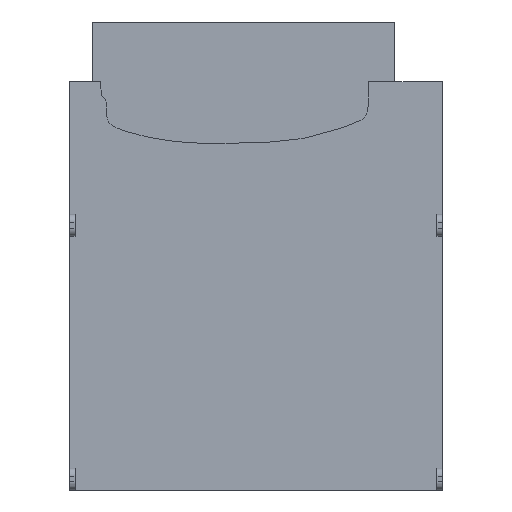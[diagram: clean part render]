
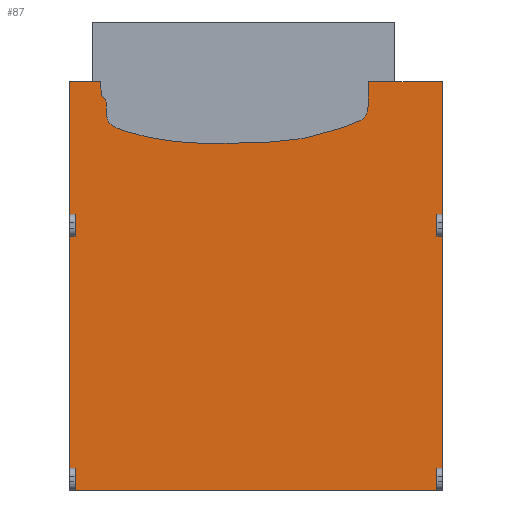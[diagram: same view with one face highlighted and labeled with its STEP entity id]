
A CAD part, front view. The second image highlights one B-rep face of the part: STEP entity #87.
In plain terms, the highlighted planar face has unit normal (0, -1, 0).
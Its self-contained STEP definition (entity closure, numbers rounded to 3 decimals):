
#87=ADVANCED_FACE('',(#123),#618,.T.);
#123=FACE_OUTER_BOUND('',#159,.T.);
#159=EDGE_LOOP('',(#282,#283,#284,#285,#286,#287,#288,#289,#290,#291,#292,
#293,#294,#295,#296,#297,#298,#299));
#282=ORIENTED_EDGE('',*,*,#443,.F.);
#283=ORIENTED_EDGE('',*,*,#440,.T.);
#284=ORIENTED_EDGE('',*,*,#441,.T.);
#285=ORIENTED_EDGE('',*,*,#439,.F.);
#286=ORIENTED_EDGE('',*,*,#435,.T.);
#287=ORIENTED_EDGE('',*,*,#434,.T.);
#288=ORIENTED_EDGE('',*,*,#436,.T.);
#289=ORIENTED_EDGE('',*,*,#424,.F.);
#290=ORIENTED_EDGE('',*,*,#420,.F.);
#291=ORIENTED_EDGE('',*,*,#432,.F.);
#292=ORIENTED_EDGE('',*,*,#429,.F.);
#293=ORIENTED_EDGE('',*,*,#449,.F.);
#294=ORIENTED_EDGE('',*,*,#446,.T.);
#295=ORIENTED_EDGE('',*,*,#444,.F.);
#296=ORIENTED_EDGE('',*,*,#445,.T.);
#297=ORIENTED_EDGE('',*,*,#453,.F.);
#298=ORIENTED_EDGE('',*,*,#451,.T.);
#299=ORIENTED_EDGE('',*,*,#450,.F.);
#420=EDGE_CURVE('',#576,#577,#500,.T.);
#424=EDGE_CURVE('',#577,#587,#504,.T.);
#429=EDGE_CURVE('',#582,#584,#509,.T.);
#432=EDGE_CURVE('',#584,#576,#512,.T.);
#434=EDGE_CURVE('',#588,#589,#514,.T.);
#435=EDGE_CURVE('',#586,#588,#515,.T.);
#436=EDGE_CURVE('',#589,#587,#516,.T.);
#439=EDGE_CURVE('',#586,#590,#519,.T.);
#440=EDGE_CURVE('',#591,#592,#520,.T.);
#441=EDGE_CURVE('',#592,#590,#521,.T.);
#443=EDGE_CURVE('',#591,#597,#523,.T.);
#444=EDGE_CURVE('',#593,#594,#524,.T.);
#445=EDGE_CURVE('',#593,#595,#525,.T.);
#446=EDGE_CURVE('',#596,#594,#526,.T.);
#449=EDGE_CURVE('',#596,#582,#529,.T.);
#450=EDGE_CURVE('',#597,#598,#530,.T.);
#451=EDGE_CURVE('',#599,#598,#531,.T.);
#453=EDGE_CURVE('',#599,#595,#533,.T.);
#500=B_SPLINE_CURVE_WITH_KNOTS('',1,(#992,#993),.UNSPECIFIED.,.F.,.F.,(2,
2),(10.991,13.7),.UNSPECIFIED.);
#504=B_SPLINE_CURVE_WITH_KNOTS('',1,(#1000,#1001),.UNSPECIFIED.,.F.,.F.,
(2,2),(13.7,18.572),.UNSPECIFIED.);
#509=B_SPLINE_CURVE_WITH_KNOTS('',1,(#1010,#1011),.UNSPECIFIED.,.F.,.F.,
(2,2),(57.4,58.543),.UNSPECIFIED.);
#512=B_SPLINE_CURVE_WITH_KNOTS('',3,(#1016,#1017,#1018,#1019,#1020,#1021,
#1022,#1023,#1024,#1025,#1026,#1027,#1028,#1029,#1030,#1031,#1032),
 .UNSPECIFIED.,.F.,.F.,(4,1,1,1,1,1,1,1,1,1,1,1,1,1,4),(58.543,
59.342,60.3,61.258,62.216,63.174,
64.132,65.09,66.048,67.006,67.964,
68.922,69.88,70.838,71.69),
 .UNSPECIFIED.);
#514=B_SPLINE_CURVE_WITH_KNOTS('',1,(#1050,#1051),.UNSPECIFIED.,.F.,.F.,
(2,2),(-0.8,0.),.UNSPECIFIED.);
#515=B_SPLINE_CURVE_WITH_KNOTS('',1,(#1052,#1053),.UNSPECIFIED.,.F.,.F.,
(2,2),(0.,0.2),.UNSPECIFIED.);
#516=B_SPLINE_CURVE_WITH_KNOTS('',1,(#1054,#1055),.UNSPECIFIED.,.F.,.F.,
(2,2),(-0.2,0.),.UNSPECIFIED.);
#519=B_SPLINE_CURVE_WITH_KNOTS('',1,(#1060,#1061),.UNSPECIFIED.,.F.,.F.,
(2,2),(19.372,27.9),.UNSPECIFIED.);
#520=B_SPLINE_CURVE_WITH_KNOTS('',1,(#1062,#1063),.UNSPECIFIED.,.F.,.F.,
(2,2),(-0.8,0.),.UNSPECIFIED.);
#521=B_SPLINE_CURVE_WITH_KNOTS('',1,(#1064,#1065),.UNSPECIFIED.,.F.,.F.,
(2,2),(-0.2,0.),.UNSPECIFIED.);
#523=B_SPLINE_CURVE_WITH_KNOTS('',1,(#1068,#1069),.UNSPECIFIED.,.F.,.F.,
(2,2),(28.9,42.2),.UNSPECIFIED.);
#524=B_SPLINE_CURVE_WITH_KNOTS('',1,(#1070,#1071),.UNSPECIFIED.,.F.,.F.,
(2,2),(-0.8,0.),.UNSPECIFIED.);
#525=B_SPLINE_CURVE_WITH_KNOTS('',1,(#1072,#1073),.UNSPECIFIED.,.F.,.F.,
(2,2),(0.,0.2),.UNSPECIFIED.);
#526=B_SPLINE_CURVE_WITH_KNOTS('',1,(#1074,#1075),.UNSPECIFIED.,.F.,.F.,
(2,2),(-0.2,0.),.UNSPECIFIED.);
#529=B_SPLINE_CURVE_WITH_KNOTS('',1,(#1080,#1081),.UNSPECIFIED.,.F.,.F.,
(2,2),(52.528,57.4),.UNSPECIFIED.);
#530=B_SPLINE_CURVE_WITH_KNOTS('',1,(#1082,#1083),.UNSPECIFIED.,.F.,.F.,
(2,2),(-0.8,0.),.UNSPECIFIED.);
#531=B_SPLINE_CURVE_WITH_KNOTS('',1,(#1084,#1085),.UNSPECIFIED.,.F.,.F.,
(2,2),(-0.2,0.),.UNSPECIFIED.);
#533=B_SPLINE_CURVE_WITH_KNOTS('',1,(#1088,#1089),.UNSPECIFIED.,.F.,.F.,
(2,2),(43.2,51.728),.UNSPECIFIED.);
#576=VERTEX_POINT('',#856);
#577=VERTEX_POINT('',#857);
#582=VERTEX_POINT('',#862);
#584=VERTEX_POINT('',#864);
#586=VERTEX_POINT('',#866);
#587=VERTEX_POINT('',#867);
#588=VERTEX_POINT('',#868);
#589=VERTEX_POINT('',#869);
#590=VERTEX_POINT('',#870);
#591=VERTEX_POINT('',#871);
#592=VERTEX_POINT('',#872);
#593=VERTEX_POINT('',#873);
#594=VERTEX_POINT('',#874);
#595=VERTEX_POINT('',#875);
#596=VERTEX_POINT('',#876);
#597=VERTEX_POINT('',#877);
#598=VERTEX_POINT('',#878);
#599=VERTEX_POINT('',#879);
#618=PLANE('',#673);
#673=AXIS2_PLACEMENT_3D('',#815,#711,$);
#711=DIRECTION('',(0.,-1.,0.));
#815=CARTESIAN_POINT('',(-6.98,14.497,32.353));
#856=CARTESIAN_POINT('',(4.148,14.497,32.203));
#857=CARTESIAN_POINT('',(6.857,14.497,32.203));
#862=CARTESIAN_POINT('',(-6.843,14.497,32.203));
#864=CARTESIAN_POINT('',(-5.7,14.497,32.203));
#866=CARTESIAN_POINT('',(6.857,14.497,26.531));
#867=CARTESIAN_POINT('',(6.857,14.497,27.331));
#868=CARTESIAN_POINT('',(6.657,14.497,26.531));
#869=CARTESIAN_POINT('',(6.657,14.497,27.331));
#870=CARTESIAN_POINT('',(6.857,14.497,18.003));
#871=CARTESIAN_POINT('',(6.657,14.497,17.203));
#872=CARTESIAN_POINT('',(6.657,14.497,18.003));
#873=CARTESIAN_POINT('',(-6.643,14.497,26.531));
#874=CARTESIAN_POINT('',(-6.643,14.497,27.331));
#875=CARTESIAN_POINT('',(-6.843,14.497,26.531));
#876=CARTESIAN_POINT('',(-6.843,14.497,27.331));
#877=CARTESIAN_POINT('',(-6.643,14.497,17.203));
#878=CARTESIAN_POINT('',(-6.643,14.497,18.003));
#879=CARTESIAN_POINT('',(-6.843,14.497,18.003));
#992=CARTESIAN_POINT('',(4.148,14.497,32.203));
#993=CARTESIAN_POINT('',(6.857,14.497,32.203));
#1000=CARTESIAN_POINT('',(6.857,14.497,32.203));
#1001=CARTESIAN_POINT('',(6.857,14.497,27.331));
#1010=CARTESIAN_POINT('',(-6.843,14.497,32.203));
#1011=CARTESIAN_POINT('',(-5.7,14.497,32.203));
#1016=CARTESIAN_POINT('',(-5.7,14.497,32.203));
#1017=CARTESIAN_POINT('',(-5.697,14.497,31.754));
#1018=CARTESIAN_POINT('',(-5.675,14.497,31.693));
#1019=CARTESIAN_POINT('',(-5.507,14.497,31.592));
#1020=CARTESIAN_POINT('',(-5.49,14.497,31.312));
#1021=CARTESIAN_POINT('',(-5.49,14.497,30.961));
#1022=CARTESIAN_POINT('',(-5.428,14.497,30.678));
#1023=CARTESIAN_POINT('',(-5.068,14.497,30.451));
#1024=CARTESIAN_POINT('',(-3.803,14.497,30.097));
#1025=CARTESIAN_POINT('',(-1.96,14.497,29.884));
#1026=CARTESIAN_POINT('',(-0.053,14.497,29.962));
#1027=CARTESIAN_POINT('',(1.661,14.497,30.032));
#1028=CARTESIAN_POINT('',(3.335,14.497,30.544));
#1029=CARTESIAN_POINT('',(3.94,14.497,30.807));
#1030=CARTESIAN_POINT('',(4.096,14.497,31.009));
#1031=CARTESIAN_POINT('',(4.143,14.497,31.307));
#1032=CARTESIAN_POINT('',(4.148,14.497,32.203));
#1050=CARTESIAN_POINT('',(6.657,14.497,26.531));
#1051=CARTESIAN_POINT('',(6.657,14.497,27.331));
#1052=CARTESIAN_POINT('',(6.857,14.497,26.531));
#1053=CARTESIAN_POINT('',(6.657,14.497,26.531));
#1054=CARTESIAN_POINT('',(6.657,14.497,27.331));
#1055=CARTESIAN_POINT('',(6.857,14.497,27.331));
#1060=CARTESIAN_POINT('',(6.857,14.497,26.531));
#1061=CARTESIAN_POINT('',(6.857,14.497,18.003));
#1062=CARTESIAN_POINT('',(6.657,14.497,17.203));
#1063=CARTESIAN_POINT('',(6.657,14.497,18.003));
#1064=CARTESIAN_POINT('',(6.657,14.497,18.003));
#1065=CARTESIAN_POINT('',(6.857,14.497,18.003));
#1068=CARTESIAN_POINT('',(6.657,14.497,17.203));
#1069=CARTESIAN_POINT('',(-6.643,14.497,17.203));
#1070=CARTESIAN_POINT('',(-6.643,14.497,26.531));
#1071=CARTESIAN_POINT('',(-6.643,14.497,27.331));
#1072=CARTESIAN_POINT('',(-6.643,14.497,26.531));
#1073=CARTESIAN_POINT('',(-6.843,14.497,26.531));
#1074=CARTESIAN_POINT('',(-6.843,14.497,27.331));
#1075=CARTESIAN_POINT('',(-6.643,14.497,27.331));
#1080=CARTESIAN_POINT('',(-6.843,14.497,27.331));
#1081=CARTESIAN_POINT('',(-6.843,14.497,32.203));
#1082=CARTESIAN_POINT('',(-6.643,14.497,17.203));
#1083=CARTESIAN_POINT('',(-6.643,14.497,18.003));
#1084=CARTESIAN_POINT('',(-6.843,14.497,18.003));
#1085=CARTESIAN_POINT('',(-6.643,14.497,18.003));
#1088=CARTESIAN_POINT('',(-6.843,14.497,18.003));
#1089=CARTESIAN_POINT('',(-6.843,14.497,26.531));
